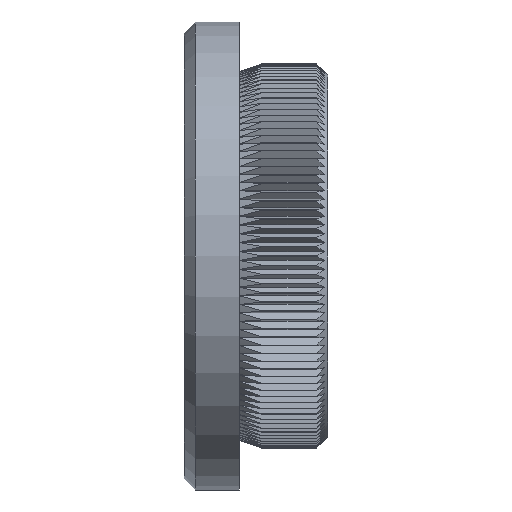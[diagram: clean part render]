
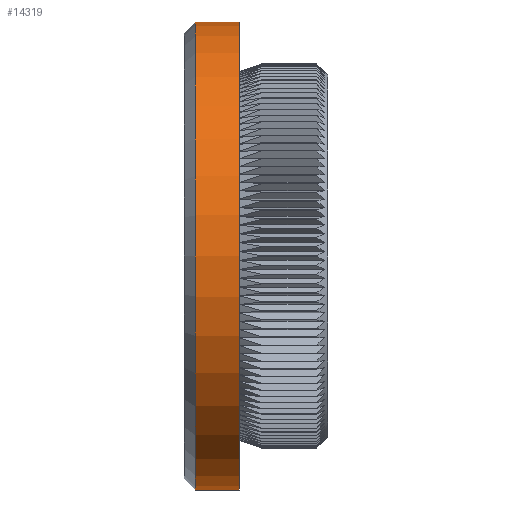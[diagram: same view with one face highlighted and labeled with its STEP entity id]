
A CAD part, left-side view. The second image highlights one B-rep face of the part: STEP entity #14319.
In plain terms, the highlighted cylindrical face has radius 21.2 mm (diameter 42.4 mm), a partial arc.
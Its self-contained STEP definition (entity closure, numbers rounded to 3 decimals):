
#59 = CARTESIAN_POINT ( 'NONE',  ( 0., 0., -21.2 ) ) ;
#118 = VERTEX_POINT ( 'NONE', #30324 ) ;
#813 = FACE_OUTER_BOUND ( 'NONE', #8089, .T. ) ;
#1034 = VECTOR ( 'NONE', #7754, 1000. ) ;
#1588 = DIRECTION ( 'NONE',  ( 0., -1., 0. ) ) ;
#1598 = DIRECTION ( 'NONE',  ( 0., -1., 0. ) ) ;
#5233 = AXIS2_PLACEMENT_3D ( 'NONE', #16671, #1598, #6988 ) ;
#5294 = CARTESIAN_POINT ( 'NONE',  ( 0., 0., 21.2 ) ) ;
#6481 = DIRECTION ( 'NONE',  ( 0., 0., -1. ) ) ;
#6988 = DIRECTION ( 'NONE',  ( 0., 0., -1. ) ) ;
#7754 = DIRECTION ( 'NONE',  ( 0., -1., 0. ) ) ;
#8089 = EDGE_LOOP ( 'NONE', ( #27019, #16412, #13946, #11497 ) ) ;
#8543 = EDGE_CURVE ( 'NONE', #32362, #27749, #17167, .T. ) ;
#9019 = EDGE_CURVE ( 'NONE', #118, #32362, #19550, .T. ) ;
#9118 = DIRECTION ( 'NONE',  ( 0., -1., 0. ) ) ;
#9327 = VERTEX_POINT ( 'NONE', #15864 ) ;
#9531 = AXIS2_PLACEMENT_3D ( 'NONE', #14530, #1588, #14415 ) ;
#10000 = LINE ( 'NONE', #5294, #13500 ) ;
#10424 = AXIS2_PLACEMENT_3D ( 'NONE', #19137, #9118, #6481 ) ;
#11497 = ORIENTED_EDGE ( 'NONE', *, *, #28428, .F. ) ;
#13386 = CYLINDRICAL_SURFACE ( 'NONE', #5233, 21.2 ) ;
#13500 = VECTOR ( 'NONE', #28100, 1000. ) ;
#13946 = ORIENTED_EDGE ( 'NONE', *, *, #8543, .T. ) ;
#14319 = ADVANCED_FACE ( 'NONE', ( #813 ), #13386, .T. ) ;
#14415 = DIRECTION ( 'NONE',  ( 0., 0., 1. ) ) ;
#14530 = CARTESIAN_POINT ( 'NONE',  ( 0., 12., 0. ) ) ;
#15864 = CARTESIAN_POINT ( 'NONE',  ( 0., 8., 21.2 ) ) ;
#16412 = ORIENTED_EDGE ( 'NONE', *, *, #9019, .T. ) ;
#16671 = CARTESIAN_POINT ( 'NONE',  ( 0., 0., 0. ) ) ;
#17167 = LINE ( 'NONE', #59, #1034 ) ;
#19033 = CIRCLE ( 'NONE', #10424, 21.2 ) ;
#19137 = CARTESIAN_POINT ( 'NONE',  ( 0., 8., 0. ) ) ;
#19550 = CIRCLE ( 'NONE', #9531, 21.2 ) ;
#19750 = CARTESIAN_POINT ( 'NONE',  ( 0., 8., -21.2 ) ) ;
#21157 = CARTESIAN_POINT ( 'NONE',  ( 0., 12., -21.2 ) ) ;
#27019 = ORIENTED_EDGE ( 'NONE', *, *, #28298, .F. ) ;
#27749 = VERTEX_POINT ( 'NONE', #19750 ) ;
#28100 = DIRECTION ( 'NONE',  ( 0., -1., 0. ) ) ;
#28298 = EDGE_CURVE ( 'NONE', #118, #9327, #10000, .T. ) ;
#28428 = EDGE_CURVE ( 'NONE', #9327, #27749, #19033, .T. ) ;
#30324 = CARTESIAN_POINT ( 'NONE',  ( 0., 12., 21.2 ) ) ;
#32362 = VERTEX_POINT ( 'NONE', #21157 ) ;
